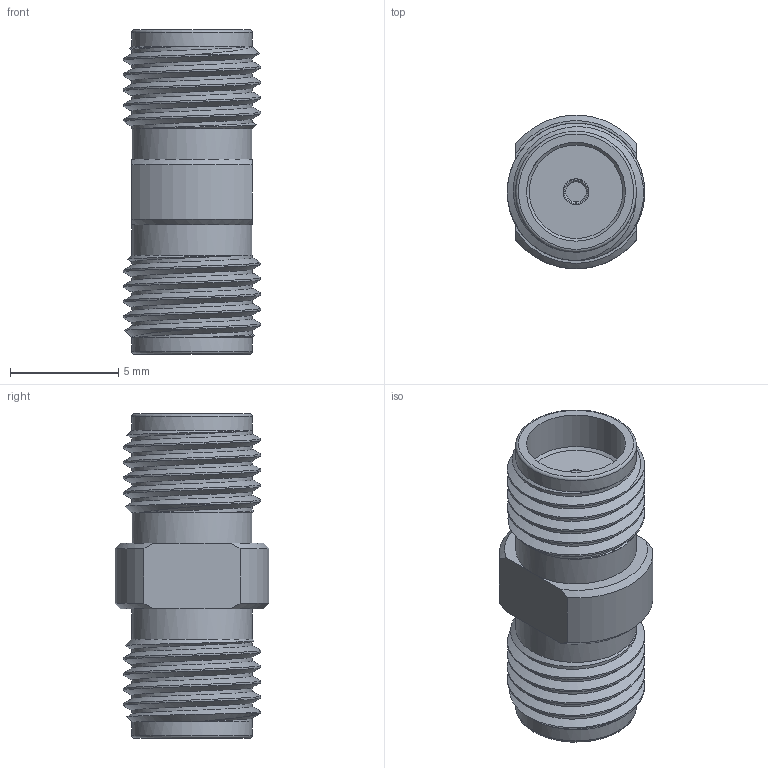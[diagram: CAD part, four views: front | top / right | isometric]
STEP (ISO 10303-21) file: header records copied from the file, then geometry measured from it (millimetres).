
FILE_DESCRIPTION (( 'STEP AP203' ), '1' );
FILE_NAME ('PE9695_3D.step', '2021-06-15T16:50:30', ( '' ), ( '' ), 'SwSTEP 2.0', 'SolidWorks 2020', '' );
FILE_SCHEMA (( 'CONFIG_CONTROL_DESIGN' ));
Length unit declared in the file: inch
Products named in the file (1): PE9695_3D
Bounding box: 6.35 x 7.09 x 14.99 mm (x, y, z)
Volume: 352.2 mm3; surface area: 508.1 mm2
Topology: 1 solids, 1 shells, 70 faces, 169 edges, 106 vertices
Faces by surface type: plane 33, cylinder 15, cone 14, bspline 6, torus 2
Full cylindrical faces by diameter (mm): 0.94 x2, 1.016 x1, 1.194 x2, 4.572 x2, 5.582 x4
Entity records: 4207 total; most frequent: CARTESIAN_POINT 2677, ORIENTED_EDGE 292, DIRECTION 290, EDGE_CURVE 146, AXIS2_PLACEMENT_3D 121, VERTEX_POINT 98, EDGE_LOOP 90, FACE_OUTER_BOUND 83
